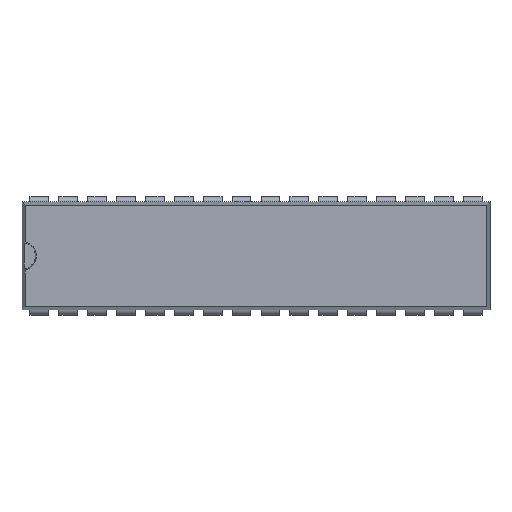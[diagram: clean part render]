
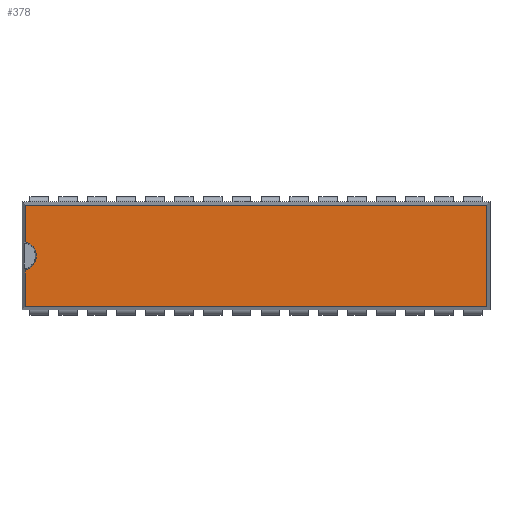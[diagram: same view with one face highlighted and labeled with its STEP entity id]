
A CAD part, top view. The second image highlights one B-rep face of the part: STEP entity #378.
In plain terms, the highlighted planar face has unit normal (0, 0, 1).
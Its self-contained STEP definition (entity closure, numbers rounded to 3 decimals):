
#378=ADVANCED_FACE('',(#7180),#7182,.T.);
#7180=FACE_BOUND('',#7181,.T.);
#7181=EDGE_LOOP('',(#12220,#12221,#12222,#12223,#12224,#12225));
#7182=PLANE('',#7183);
#7183=AXIS2_PLACEMENT_3D('',#7184,#7185,#7186);
#7184=CARTESIAN_POINT('',(0.,0.,5.33));
#7185=DIRECTION('',(0.,0.,1.));
#7186=DIRECTION('',(1.,0.,0.));
#12220=ORIENTED_EDGE('',*,*,#15616,.T.);
#12221=ORIENTED_EDGE('',*,*,#15617,.T.);
#12222=ORIENTED_EDGE('',*,*,#15618,.T.);
#12223=ORIENTED_EDGE('',*,*,#15619,.T.);
#12224=ORIENTED_EDGE('',*,*,#15620,.T.);
#12225=ORIENTED_EDGE('',*,*,#15621,.T.);
#15616=EDGE_CURVE('',#17314,#17315,#17316,.F.);
#15617=EDGE_CURVE('',#17315,#17317,#17318,.T.);
#15618=EDGE_CURVE('',#17317,#17319,#17320,.T.);
#15619=EDGE_CURVE('',#17319,#17321,#17322,.T.);
#15620=EDGE_CURVE('',#17321,#17323,#17324,.T.);
#15621=EDGE_CURVE('',#17323,#17314,#17325,.T.);
#17314=VERTEX_POINT('',#20056);
#17315=VERTEX_POINT('',#20057);
#17316=CIRCLE('',#20058,1.27);
#17317=VERTEX_POINT('',#20062);
#17318=LINE('',#20063,#20064);
#17319=VERTEX_POINT('',#20066);
#17320=LINE('',#20067,#20068);
#17321=VERTEX_POINT('',#20070);
#17322=LINE('',#20071,#20072);
#17323=VERTEX_POINT('',#20074);
#17324=LINE('',#20075,#20076);
#17325=LINE('',#20078,#20079);
#20056=CARTESIAN_POINT('',(-1.236,6.317,5.33));
#20057=CARTESIAN_POINT('',(-1.236,3.843,5.33));
#20058=AXIS2_PLACEMENT_3D('',#20059,#20060,#20061);
#20059=CARTESIAN_POINT('',(-1.525,5.08,5.33));
#20060=DIRECTION('',(0.,0.,1.));
#20061=DIRECTION('',(0.227,-0.974,0.));
#20062=CARTESIAN_POINT('',(-1.236,0.619,5.33));
#20063=CARTESIAN_POINT('',(-1.236,3.843,5.33));
#20064=VECTOR('',#20065,1.);
#20065=DIRECTION('',(0.,-1.,0.));
#20066=CARTESIAN_POINT('',(39.336,0.619,5.33));
#20067=CARTESIAN_POINT('',(-1.236,0.619,5.33));
#20068=VECTOR('',#20069,1.);
#20069=DIRECTION('',(1.,0.,0.));
#20070=CARTESIAN_POINT('',(39.336,9.541,5.33));
#20071=CARTESIAN_POINT('',(39.336,0.619,5.33));
#20072=VECTOR('',#20073,1.);
#20073=DIRECTION('',(0.,1.,0.));
#20074=CARTESIAN_POINT('',(-1.236,9.541,5.33));
#20075=CARTESIAN_POINT('',(39.336,9.541,5.33));
#20076=VECTOR('',#20077,1.);
#20077=DIRECTION('',(-1.,0.,0.));
#20078=CARTESIAN_POINT('',(-1.236,9.541,5.33));
#20079=VECTOR('',#20080,1.);
#20080=DIRECTION('',(0.,-1.,0.));
